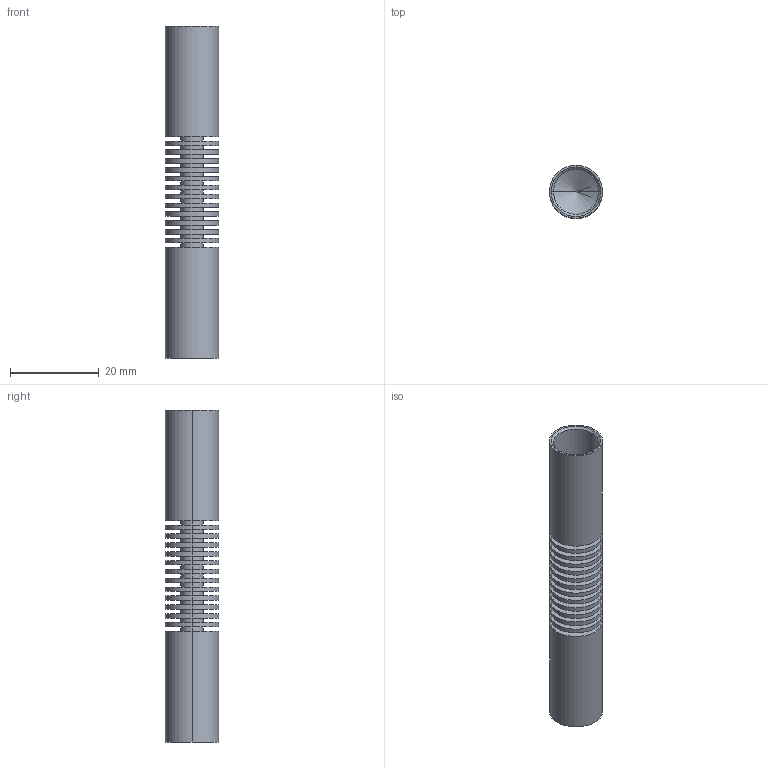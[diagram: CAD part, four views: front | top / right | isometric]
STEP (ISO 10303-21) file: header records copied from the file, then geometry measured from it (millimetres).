
FILE_DESCRIPTION (( 'STEP AP203' ), '1' );
FILE_NAME ('50449-240.step', '2020-10-05T14:13:24', ( '' ), ( '' ), 'SwSTEP 2.0', 'SolidWorks 2018', '' );
FILE_SCHEMA (( 'CONFIG_CONTROL_DESIGN' ));
Length unit declared in the file: millimetre
Products named in the file (2): 50449-240
Bounding box: 12 x 12 x 75 mm (x, y, z)
Volume: 3823.4 mm3; surface area: 6494.5 mm2
Topology: 1 solids, 1 shells, 327 faces, 829 edges, 538 vertices
Faces by surface type: plane 140, cylinder 90, bspline 89, cone 8
Entity records: 13560 total; most frequent: CARTESIAN_POINT 6065, ORIENTED_EDGE 1650, DIRECTION 1303, EDGE_CURVE 825, VERTEX_POINT 538, AXIS2_PLACEMENT_3D 458, VECTOR 387, LINE 387
